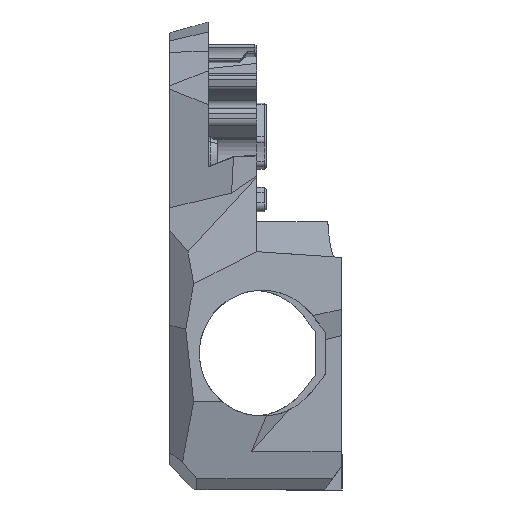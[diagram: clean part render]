
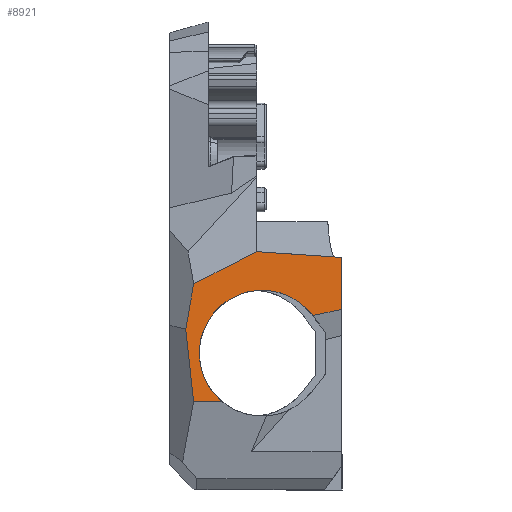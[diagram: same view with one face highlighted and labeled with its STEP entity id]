
A CAD part, front view. The second image highlights one B-rep face of the part: STEP entity #8921.
In plain terms, the highlighted planar face has unit normal (0, -0.999, 0.043).
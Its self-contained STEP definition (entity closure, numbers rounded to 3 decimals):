
#246=ELLIPSE('',#9392,13.262,13.25);
#575=FACE_OUTER_BOUND('',#1080,.T.);
#1080=EDGE_LOOP('',(#6699,#6700,#6701,#6702,#6703,#6704,#6705,#6706,#6707,
#6708));
#1897=LINE('',#13715,#2785);
#2094=LINE('',#16964,#2982);
#2129=LINE('',#17084,#3017);
#2130=LINE('',#17085,#3018);
#2131=LINE('',#17087,#3019);
#2132=LINE('',#17089,#3020);
#2133=LINE('',#17091,#3021);
#2134=LINE('',#17093,#3022);
#2135=LINE('',#17094,#3023);
#2785=VECTOR('',#10399,1000.);
#2982=VECTOR('',#11002,1000.);
#3017=VECTOR('',#11133,1000.);
#3018=VECTOR('',#11134,1000.);
#3019=VECTOR('',#11135,1000.);
#3020=VECTOR('',#11136,1000.);
#3021=VECTOR('',#11137,1000.);
#3022=VECTOR('',#11138,1000.);
#3023=VECTOR('',#11139,1000.);
#3684=VERTEX_POINT('',#13712);
#3685=VERTEX_POINT('',#13714);
#3751=VERTEX_POINT('',#14088);
#3752=VERTEX_POINT('',#14090);
#3962=VERTEX_POINT('',#16881);
#4036=VERTEX_POINT('',#17083);
#4037=VERTEX_POINT('',#17086);
#4038=VERTEX_POINT('',#17088);
#4039=VERTEX_POINT('',#17090);
#4040=VERTEX_POINT('',#17092);
#4613=EDGE_CURVE('',#3685,#3684,#1897,.T.);
#4696=EDGE_CURVE('',#3751,#3752,#246,.T.);
#4989=EDGE_CURVE('',#3684,#3962,#2094,.T.);
#5048=EDGE_CURVE('',#4036,#3751,#2129,.T.);
#5049=EDGE_CURVE('',#4036,#3685,#2130,.T.);
#5050=EDGE_CURVE('',#3962,#4037,#2131,.T.);
#5051=EDGE_CURVE('',#4037,#4038,#2132,.T.);
#5052=EDGE_CURVE('',#4038,#4039,#2133,.T.);
#5053=EDGE_CURVE('',#4039,#4040,#2134,.T.);
#5054=EDGE_CURVE('',#4040,#3752,#2135,.T.);
#6699=ORIENTED_EDGE('',*,*,#5048,.F.);
#6700=ORIENTED_EDGE('',*,*,#5049,.T.);
#6701=ORIENTED_EDGE('',*,*,#4613,.T.);
#6702=ORIENTED_EDGE('',*,*,#4989,.T.);
#6703=ORIENTED_EDGE('',*,*,#5050,.T.);
#6704=ORIENTED_EDGE('',*,*,#5051,.T.);
#6705=ORIENTED_EDGE('',*,*,#5052,.T.);
#6706=ORIENTED_EDGE('',*,*,#5053,.T.);
#6707=ORIENTED_EDGE('',*,*,#5054,.T.);
#6708=ORIENTED_EDGE('',*,*,#4696,.F.);
#8544=PLANE('',#9594);
#8921=ADVANCED_FACE('',(#575),#8544,.F.);
#9392=AXIS2_PLACEMENT_3D('',#14091,#10536,#10537);
#9594=AXIS2_PLACEMENT_3D('',#17082,#11131,#11132);
#10399=DIRECTION('',(0.,0.043,0.999));
#10536=DIRECTION('center_axis',(0.,-0.999,
0.043));
#10537=DIRECTION('ref_axis',(0.,-0.043,-0.999));
#11002=DIRECTION('',(-0.998,0.003,0.069));
#11131=DIRECTION('center_axis',(0.,0.999,
-0.043));
#11132=DIRECTION('ref_axis',(-1.,0.,0.));
#11133=DIRECTION('',(-0.608,0.034,0.793));
#11134=DIRECTION('',(0.977,0.009,0.212));
#11135=DIRECTION('',(-0.998,0.003,0.069));
#11136=DIRECTION('',(-0.889,-0.019,-0.457));
#11137=DIRECTION('',(-0.173,-0.042,-0.984));
#11138=DIRECTION('',(0.108,-0.042,-0.993));
#11139=DIRECTION('',(1.,0.,0.));
#13712=CARTESIAN_POINT('',(16.2,-27.683,27.959));
#13714=CARTESIAN_POINT('',(16.2,-28.149,17.005));
#13715=CARTESIAN_POINT('',(16.2,-28.538,7.875));
#14088=CARTESIAN_POINT('',(10.032,-28.198,15.86));
#14090=CARTESIAN_POINT('',(-9.001,-28.973,-2.353));
#14091=CARTESIAN_POINT('Origin',(-0.48,-28.542,7.794));
#16881=CARTESIAN_POINT('',(-1.65,-27.631,29.185));
#16964=CARTESIAN_POINT('',(1.908,-27.641,28.941));
#17082=CARTESIAN_POINT('Origin',(21.119,-28.538,7.875));
#17083=CARTESIAN_POINT('',(10.157,-28.205,15.697));
#17084=CARTESIAN_POINT('',(12.459,-28.333,12.697));
#17085=CARTESIAN_POINT('',(20.298,-28.112,17.893));
#17086=CARTESIAN_POINT('',(-1.654,-27.631,29.186));
#17087=CARTESIAN_POINT('',(1.908,-27.641,28.941));
#17088=CARTESIAN_POINT('',(-14.898,-27.921,22.375));
#17089=CARTESIAN_POINT('',(-3.737,-27.677,28.115));
#17090=CARTESIAN_POINT('',(-16.575,-28.326,12.857));
#17091=CARTESIAN_POINT('',(-17.058,-28.443,10.119));
#17092=CARTESIAN_POINT('',(-14.915,-28.973,-2.353));
#17093=CARTESIAN_POINT('',(-15.907,-28.587,6.729));
#17094=CARTESIAN_POINT('',(21.119,-28.973,-2.353));
